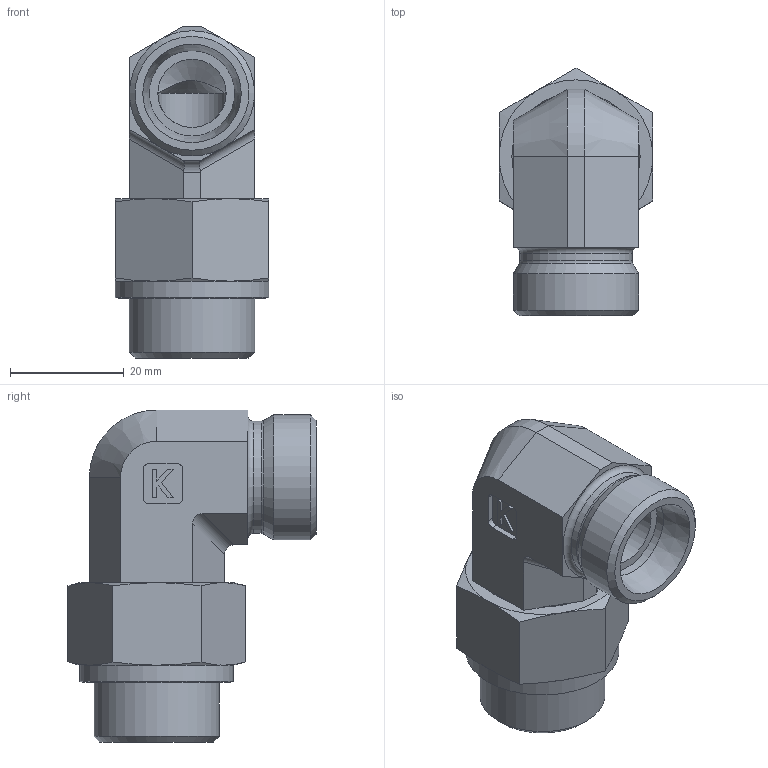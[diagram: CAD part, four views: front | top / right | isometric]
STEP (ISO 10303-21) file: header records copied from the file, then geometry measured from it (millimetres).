
FILE_DESCRIPTION((''),'2;1');
FILE_NAME('671512222.stp','2015-02-06T14:04:20',(''),('KNOMI spol. s r. o.'),'Autodesk Inventor 2012','Autodesk Inventor 2012','');
FILE_SCHEMA(('AUTOMOTIVE_DESIGN { 1 2 10303 214 0 1 1 1 }'));
Length unit declared in the file: millimetre
Products named in the file (3): ÚPS M22/M22 B; 6785152222; 6755122
Assembly tree (2 placements, depth 2):
  ÚPS M22/M22 B
    6785152222
    6755122
Bounding box: 27 x 43.59 x 58.34 mm (x, y, z)
Volume: 24573.7 mm3; surface area: 11879.8 mm2
Topology: 2 solids, 2 shells, 96 faces, 228 edges, 140 vertices
Faces by surface type: plane 50, cone 26, cylinder 18, torus 2
Full cylindrical faces by diameter (mm): 12 x2, 15 x1, 19.7 x1, 20.376 x1, 21.999 x1, 22 x3, 27 x1
Entity records: 2714 total; most frequent: CARTESIAN_POINT 498, DIRECTION 442, ORIENTED_EDGE 398, EDGE_CURVE 199, AXIS2_PLACEMENT_3D 167, VERTEX_POINT 133, EDGE_LOOP 126, VECTOR 108
